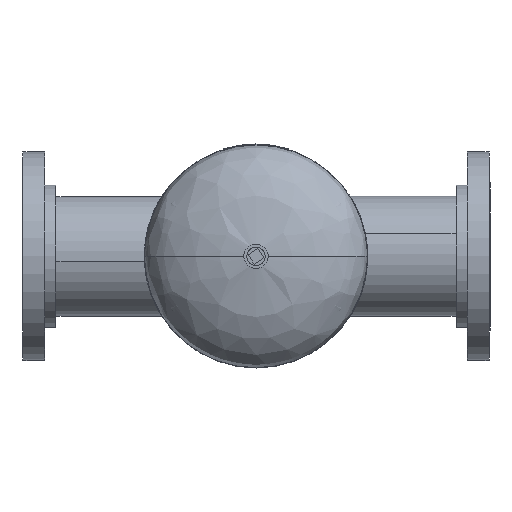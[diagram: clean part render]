
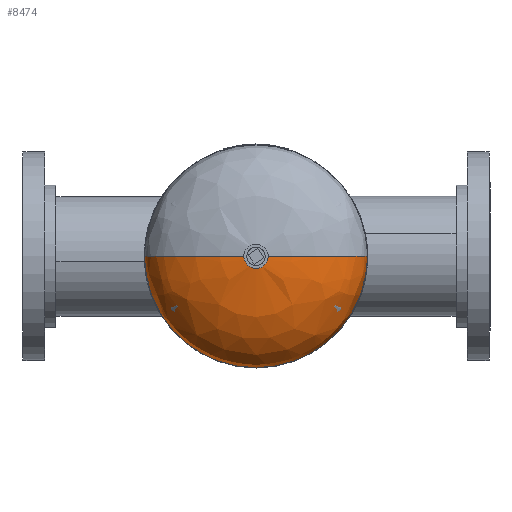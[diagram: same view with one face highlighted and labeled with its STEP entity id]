
A CAD part, front view. The second image highlights one B-rep face of the part: STEP entity #8474.
In plain terms, the highlighted free-form (B-spline) face has degree [3, 3] with [4, 4] control points.
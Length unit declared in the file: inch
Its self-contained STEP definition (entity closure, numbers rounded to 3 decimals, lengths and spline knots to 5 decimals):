
#187 = CARTESIAN_POINT ( 'NONE',  ( -8., 2.62237, 0. ) ) ;
#409 = FACE_OUTER_BOUND ( 'NONE', #2464, .T. ) ;
#811 = VERTEX_POINT ( 'NONE', #5183 ) ;
#1406 = DIRECTION ( 'NONE',  ( 0., 0., -1. ) ) ;
#1786 = DIRECTION ( 'NONE',  ( 0., 0., -1. ) ) ;
#2007 = CIRCLE ( 'NONE', #3272, 8. ) ;
#2164 = VERTEX_POINT ( 'NONE', #9670 ) ;
#2287 = ORIENTED_EDGE ( 'NONE', *, *, #8833, .F. ) ;
#2310 = VERTEX_POINT ( 'NONE', #5891 ) ;
#2429 = ORIENTED_EDGE ( 'NONE', *, *, #3598, .T. ) ;
#2464 = EDGE_LOOP ( 'NONE', ( #2287, #4509, #7221, #2429, #8167, #9817 ) ) ;
#2634 = CARTESIAN_POINT ( 'NONE',  ( 0.75, 4.46209, 0. ) ) ;
#2687 = VERTEX_POINT ( 'NONE', #6923 ) ;
#2709 = CARTESIAN_POINT ( 'NONE',  ( 0., 4.46209, 0. ) ) ;
#2733 = CARTESIAN_POINT ( 'NONE',  ( -0.75, 4.46209, -1.5 ) ) ;
#2923 = CARTESIAN_POINT ( 'NONE',  ( 8., 0.4145, 0. ) ) ;
#3088 = AXIS2_PLACEMENT_3D ( 'NONE', #2709, #7990, #8883 ) ;
#3272 = AXIS2_PLACEMENT_3D ( 'NONE', #9188, #6208, #1786 ) ;
#3598 = EDGE_CURVE ( 'NONE', #4608, #9278, #3827, .T. ) ;
#3710 = CARTESIAN_POINT ( 'NONE',  ( -5.07546, 4.25511, -10.15091 ) ) ;
#3784 = EDGE_CURVE ( 'NONE', #2687, #9278, #2007, .T. ) ;
#3813 = CARTESIAN_POINT ( 'NONE',  ( -0.75, 4.46209, 0. ) ) ;
#3827 =( BOUNDED_CURVE ( )  B_SPLINE_CURVE ( 3, ( #8942, #5949, #4405, #8389 ),
 .UNSPECIFIED., .F., .F. ) 
 B_SPLINE_CURVE_WITH_KNOTS ( ( 4, 4 ),
 ( 1.66468, 3.14159 ),
 .UNSPECIFIED. ) 
 CURVE ( )  GEOMETRIC_REPRESENTATION_ITEM ( )  RATIONAL_B_SPLINE_CURVE ( ( 1., 0.826, 0.826, 1. ) ) 
 REPRESENTATION_ITEM ( '' )  );
#3863 = CARTESIAN_POINT ( 'NONE',  ( -5.07546, 4.25511, 0. ) ) ;
#3919 = CARTESIAN_POINT ( 'NONE',  ( -8., 0.4145, 0. ) ) ;
#4101 = CARTESIAN_POINT ( 'NONE',  ( 0., 0.4145, 0. ) ) ;
#4202 = EDGE_CURVE ( 'NONE', #2164, #4608, #7385, .T. ) ;
#4204 = CIRCLE ( 'NONE', #7703, 0.75 ) ;
#4235 = CARTESIAN_POINT ( 'NONE',  ( -5.07546, 4.25511, 0. ) ) ;
#4282 = CARTESIAN_POINT ( 'NONE',  ( -8., 2.62237, -16. ) ) ;
#4405 = CARTESIAN_POINT ( 'NONE',  ( 8., 2.62237, 0. ) ) ;
#4433 = DIRECTION ( 'NONE',  ( 0., -1., 0. ) ) ;
#4509 = ORIENTED_EDGE ( 'NONE', *, *, #8275, .T. ) ;
#4608 = VERTEX_POINT ( 'NONE', #2634 ) ;
#4876 = AXIS2_PLACEMENT_3D ( 'NONE', #4101, #8582, #5595 ) ;
#4976 = CARTESIAN_POINT ( 'NONE',  ( 8., 0.4145, 0. ) ) ;
#5183 = CARTESIAN_POINT ( 'NONE',  ( -8., 0.4145, 0. ) ) ;
#5208 = CARTESIAN_POINT ( 'NONE',  ( 5.07546, 4.25511, 0. ) ) ;
#5595 = DIRECTION ( 'NONE',  ( 0., 0., -1. ) ) ;
#5796 = EDGE_CURVE ( 'NONE', #811, #2687, #9166, .T. ) ;
#5891 = CARTESIAN_POINT ( 'NONE',  ( -0.75, 4.46209, 0. ) ) ;
#5949 = CARTESIAN_POINT ( 'NONE',  ( 5.07546, 4.25511, 0. ) ) ;
#6007 = CARTESIAN_POINT ( 'NONE',  ( 0.75, 4.46209, 0. ) ) ;
#6208 = DIRECTION ( 'NONE',  ( 0., -1., 0. ) ) ;
#6433 = CARTESIAN_POINT ( 'NONE',  ( -8., 0.4145, -16. ) ) ;
#6566 = CARTESIAN_POINT ( 'NONE',  ( -0.75, 4.46209, 0. ) ) ;
#6875 =( BOUNDED_CURVE ( )  B_SPLINE_CURVE ( 3, ( #3813, #3863, #187, #3919 ),
 .UNSPECIFIED., .F., .F. ) 
 B_SPLINE_CURVE_WITH_KNOTS ( ( 4, 4 ),
 ( 1.66468, 3.14159 ),
 .UNSPECIFIED. ) 
 CURVE ( )  GEOMETRIC_REPRESENTATION_ITEM ( )  RATIONAL_B_SPLINE_CURVE ( ( 1., 0.826, 0.826, 1. ) ) 
 REPRESENTATION_ITEM ( '' )  );
#6923 = CARTESIAN_POINT ( 'NONE',  ( 0., 0.4145, -8. ) ) ;
#7220 = CARTESIAN_POINT ( 'NONE',  ( 8., 0.4145, -16. ) ) ;
#7221 = ORIENTED_EDGE ( 'NONE', *, *, #4202, .T. ) ;
#7268 = CARTESIAN_POINT ( 'NONE',  ( 8., 2.62237, -16. ) ) ;
#7385 = CIRCLE ( 'NONE', #3088, 0.75 ) ;
#7496 = CARTESIAN_POINT ( 'NONE',  ( 8., 2.62237, 0. ) ) ;
#7628 = CARTESIAN_POINT ( 'NONE',  ( 0., 4.46209, 0. ) ) ;
#7703 = AXIS2_PLACEMENT_3D ( 'NONE', #7628, #4433, #1406 ) ;
#7990 = DIRECTION ( 'NONE',  ( 0., -1., 0. ) ) ;
#8019 = CARTESIAN_POINT ( 'NONE',  ( 0.75, 4.46209, -1.5 ) ) ;
#8068 = CARTESIAN_POINT ( 'NONE',  ( 5.07546, 4.25511, -10.15091 ) ) ;
#8167 = ORIENTED_EDGE ( 'NONE', *, *, #3784, .F. ) ;
#8248 = CARTESIAN_POINT ( 'NONE',  ( -8., 0.4145, 0. ) ) ;
#8275 = EDGE_CURVE ( 'NONE', #2310, #2164, #4204, .T. ) ;
#8389 = CARTESIAN_POINT ( 'NONE',  ( 8., 0.4145, 0. ) ) ;
#8474 = ADVANCED_FACE ( 'NONE', ( #409 ), #8920, .F. ) ;
#8582 = DIRECTION ( 'NONE',  ( 0., -1., 0. ) ) ;
#8833 = EDGE_CURVE ( 'NONE', #2310, #811, #6875, .T. ) ;
#8883 = DIRECTION ( 'NONE',  ( 0., 0., -1. ) ) ;
#8920 =( BOUNDED_SURFACE ( )  B_SPLINE_SURFACE ( 3, 3, ( 
 ( #6566, #2733, #8019, #6007 ),
 ( #4235, #3710, #8068, #5208 ),
 ( #9561, #4282, #7268, #7496 ),
 ( #8248, #6433, #7220, #4976 ) ),
 .UNSPECIFIED., .F., .F., .F. ) 
 B_SPLINE_SURFACE_WITH_KNOTS ( ( 4, 4 ),
 ( 4, 4 ),
 ( 0., 1. ),
 ( 0., 1. ),
 .UNSPECIFIED. ) 
 GEOMETRIC_REPRESENTATION_ITEM ( )  RATIONAL_B_SPLINE_SURFACE ( (
 ( 1., 0.333, 0.333, 1.),
 ( 0.826, 0.275, 0.275, 0.826),
 ( 0.826, 0.275, 0.275, 0.826),
 ( 1., 0.333, 0.333, 1.) ) ) 
 REPRESENTATION_ITEM ( '' )  SURFACE ( )  );
#8942 = CARTESIAN_POINT ( 'NONE',  ( 0.75, 4.46209, 0. ) ) ;
#9166 = CIRCLE ( 'NONE', #4876, 8. ) ;
#9188 = CARTESIAN_POINT ( 'NONE',  ( 0., 0.4145, 0. ) ) ;
#9278 = VERTEX_POINT ( 'NONE', #2923 ) ;
#9561 = CARTESIAN_POINT ( 'NONE',  ( -8., 2.62237, 0. ) ) ;
#9670 = CARTESIAN_POINT ( 'NONE',  ( 0., 4.46209, -0.75 ) ) ;
#9817 = ORIENTED_EDGE ( 'NONE', *, *, #5796, .F. ) ;
